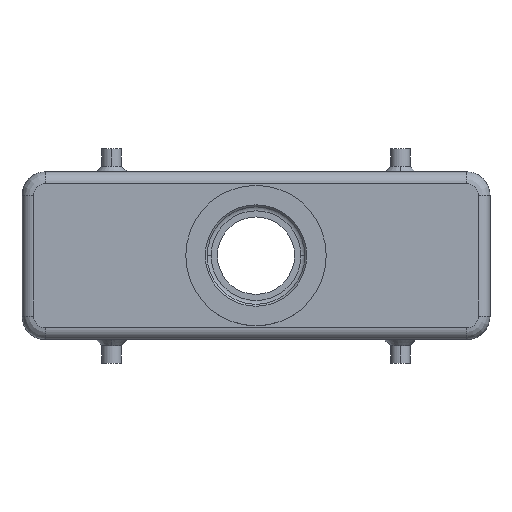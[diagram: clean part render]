
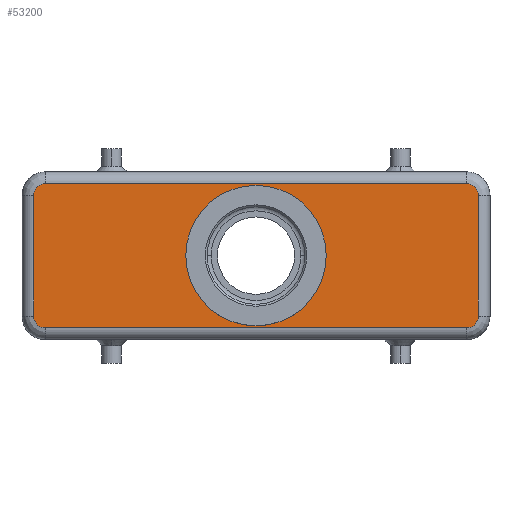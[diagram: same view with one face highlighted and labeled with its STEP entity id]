
A CAD part, top view. The second image highlights one B-rep face of the part: STEP entity #53200.
In plain terms, the highlighted planar face has unit normal (0, 0, 1).
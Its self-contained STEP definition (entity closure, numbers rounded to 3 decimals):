
#40960=CARTESIAN_POINT('',(-54.,18.5,55.));
#40970=DIRECTION('',(1.,0.,0.));
#40980=VECTOR('',#40970,108.);
#40990=LINE('',#40960,#40980);
#41000=CARTESIAN_POINT('',(-54.,18.5,55.));
#41010=VERTEX_POINT('',#41000);
#41020=CARTESIAN_POINT('',(54.,18.5,55.));
#41030=VERTEX_POINT('',#41020);
#41040=EDGE_CURVE('',#41010,#41030,#40990,.T.);
#41410=CARTESIAN_POINT('',(57.,15.5,55.));
#41420=DIRECTION('',(0.,-1.,0.));
#41430=VECTOR('',#41420,31.);
#41440=LINE('',#41410,#41430);
#41450=CARTESIAN_POINT('',(57.,15.5,55.));
#41460=VERTEX_POINT('',#41450);
#41470=CARTESIAN_POINT('',(57.,-15.5,55.));
#41480=VERTEX_POINT('',#41470);
#41490=EDGE_CURVE('',#41460,#41480,#41440,.T.);
#41970=CARTESIAN_POINT('',(-57.,15.5,55.));
#41980=VERTEX_POINT('',#41970);
#42010=CARTESIAN_POINT('',(-57.,-15.5,55.));
#42020=DIRECTION('',(0.,1.,0.));
#42030=VECTOR('',#42020,31.);
#42040=LINE('',#42010,#42030);
#42050=CARTESIAN_POINT('',(-57.,-15.5,55.));
#42060=VERTEX_POINT('',#42050);
#42070=EDGE_CURVE('',#42060,#41980,#42040,.T.);
#42310=CARTESIAN_POINT('',(54.,-18.5,55.));
#42320=DIRECTION('',(-1.,0.,0.));
#42330=VECTOR('',#42320,108.);
#42340=LINE('',#42310,#42330);
#42350=CARTESIAN_POINT('',(54.,-18.5,55.));
#42360=VERTEX_POINT('',#42350);
#42370=CARTESIAN_POINT('',(-54.,-18.5,55.));
#42380=VERTEX_POINT('',#42370);
#42390=EDGE_CURVE('',#42360,#42380,#42340,.T.);
#48520=CARTESIAN_POINT('',(0.,-18.,55.));
#48530=VERTEX_POINT('',#48520);
#48560=CARTESIAN_POINT('',(0.,0.,55.));
#48570=DIRECTION('',(0.,0.,-1.));
#48580=DIRECTION('',(0.,1.,0.));
#48590=AXIS2_PLACEMENT_3D('',#48560,#48570,#48580);
#48600=CIRCLE('',#48590,18.);
#48610=CARTESIAN_POINT('',(0.,18.,55.));
#48620=VERTEX_POINT('',#48610);
#48630=EDGE_CURVE('',#48530,#48620,#48600,.T.);
#52760=CARTESIAN_POINT('',(60.,0.,55.));
#52770=DIRECTION('',(0.,0.,1.));
#52780=DIRECTION('',(1.,0.,0.));
#52790=AXIS2_PLACEMENT_3D('',#52760,#52770,#52780);
#52800=PLANE('',#52790);
#52810=CARTESIAN_POINT('',(54.,-15.5,55.));
#52820=DIRECTION('',(0.,0.,-1.));
#52830=DIRECTION('',(0.707,-0.707,0.));
#52840=AXIS2_PLACEMENT_3D('',#52810,#52820,#52830);
#52850=CIRCLE('',#52840,3.);
#52860=EDGE_CURVE('',#41480,#42360,#52850,.T.);
#52870=ORIENTED_EDGE('',*,*,#52860,.F.);
#52880=ORIENTED_EDGE('',*,*,#42390,.F.);
#52890=CARTESIAN_POINT('',(-54.,-15.5,55.));
#52900=DIRECTION('',(0.,0.,-1.));
#52910=DIRECTION('',(-0.707,-0.707,0.));
#52920=AXIS2_PLACEMENT_3D('',#52890,#52900,#52910);
#52930=CIRCLE('',#52920,3.);
#52940=EDGE_CURVE('',#42380,#42060,#52930,.T.);
#52950=ORIENTED_EDGE('',*,*,#52940,.F.);
#52960=ORIENTED_EDGE('',*,*,#42070,.F.);
#52970=CARTESIAN_POINT('',(-54.,15.5,55.));
#52980=DIRECTION('',(0.,0.,-1.));
#52990=DIRECTION('',(-0.707,0.707,0.));
#53000=AXIS2_PLACEMENT_3D('',#52970,#52980,#52990);
#53010=CIRCLE('',#53000,3.);
#53020=EDGE_CURVE('',#41980,#41010,#53010,.T.);
#53030=ORIENTED_EDGE('',*,*,#53020,.F.);
#53040=ORIENTED_EDGE('',*,*,#41040,.F.);
#53050=CARTESIAN_POINT('',(54.,15.5,55.));
#53060=DIRECTION('',(0.,0.,-1.));
#53070=DIRECTION('',(0.707,0.707,0.));
#53080=AXIS2_PLACEMENT_3D('',#53050,#53060,#53070);
#53090=CIRCLE('',#53080,3.);
#53100=EDGE_CURVE('',#41030,#41460,#53090,.T.);
#53110=ORIENTED_EDGE('',*,*,#53100,.F.);
#53120=ORIENTED_EDGE('',*,*,#41490,.F.);
#53130=EDGE_LOOP('',(#53120,#53110,#53040,#53030,#52960,#52950,#52880,
#52870));
#53140=FACE_OUTER_BOUND('',#53130,.T.);
#53150=ORIENTED_EDGE('',*,*,#48630,.T.);
#53160=EDGE_CURVE('',#48620,#48530,#48600,.T.);
#53170=ORIENTED_EDGE('',*,*,#53160,.T.);
#53180=EDGE_LOOP('',(#53170,#53150));
#53190=FACE_BOUND('',#53180,.T.);
#53200=ADVANCED_FACE('',(#53140,#53190),#52800,.T.);
